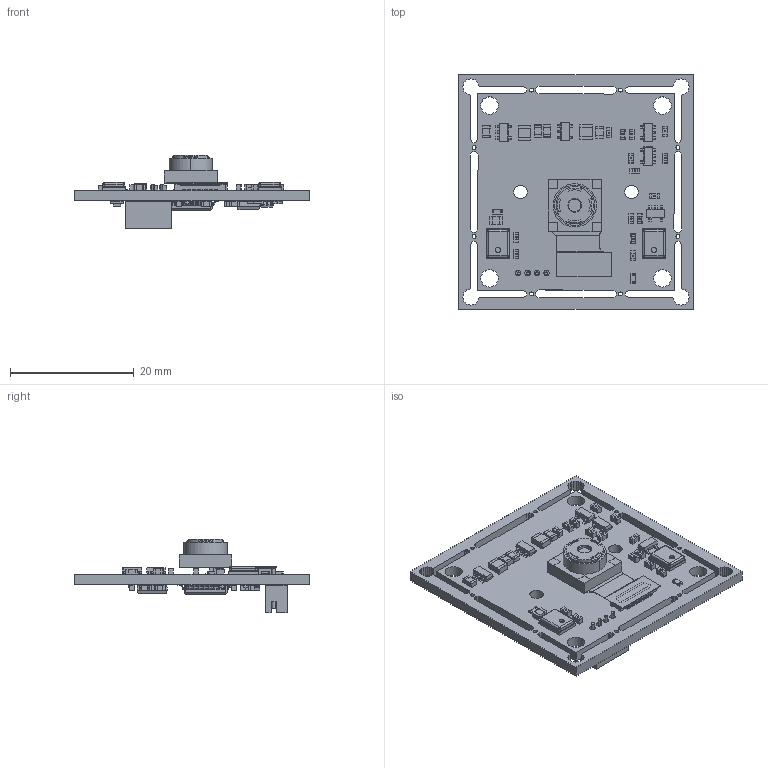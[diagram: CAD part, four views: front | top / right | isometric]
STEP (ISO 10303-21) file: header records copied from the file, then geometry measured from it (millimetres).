
FILE_DESCRIPTION(('Open CASCADE Model'),'2;1');
FILE_NAME('Open CASCADE Shape Model','2021-01-26T14:24:21',('Author'),( 'Open CASCADE'),'Open CASCADE STEP processor 6.8','Open CASCADE 6.8' ,'Unknown');
FILE_SCHEMA(('AUTOMOTIVE_DESIGN { 1 0 10303 214 1 1 1 1 }'));
Length unit declared in the file: millimetre
Products named in the file (83): PCB; Board; R6; R0603; C1; 0603_C; C2; User_Library-C0805-2; C3; C4; C5; C6; C7; C8; C9; C10; C11; C12; C13; C14; C15; C16; C17; C18; C19; C20; C21; C22; C23; C24; C25; L2; STEP-WE-PMI-1008_LP-rev1; 74479787147; tende; L3; R1; R2; R3; R4 ...
Assembly tree (131 placements, depth 4):
  PCB
    Board
    R6
      R0603
    C1
      0603_C
    C2
      User_Library-C0805-2
    C3
      0603_C
    C4
      User_Library-C0805-2
    C5
      User_Library-C0805-2
    C6
      0603_C
    C7
      User_Library-C0805-2
    C8
      User_Library-C0805-2
    C9
      0603_C
    C10
      0603_C
    C11
      0603_C
    C12
      0603_C
    C13
      0603_C
    C14
      0603_C
    C15
      0603_C
    C16
      0603_C
    C17
      0603_C
    C18
      0603_C
    C19
      0603_C
    C20
      0603_C
    C21
      0603_C
    C22
      0603_C
    C23
      0603_C
    C24
      0603_C
    C25
      0603_C
    L2
      STEP-WE-PMI-1008_LP-rev1
        74479787147
  tende  x2
    L3
      STEP-WE-PMI-1008_LP-rev1
Bounding box: 38 x 38 x 11.92 mm (x, y, z)
Volume: 2743.3 mm3; surface area: 5043.4 mm2
Topology: 87 solids, 87 shells, 6442 faces, 16518 edges, 10172 vertices
Faces by surface type: plane 3686, cylinder 1295, bspline 652, sphere 344, extrusion 261, cone 124, torus 80
Full cylindrical faces by diameter (mm): 0.635 x8, 0.9 x4, 2.2 x2, 2.8 x4
Entity records: 371330 total; most frequent: CARTESIAN_POINT 183137, DIRECTION 31402, VECTOR 20725, LINE 20716, ORIENTED_EDGE 19226, PCURVE 19226, DEFINITIONAL_REPRESENTATION 19226, EDGE_CURVE 9613
